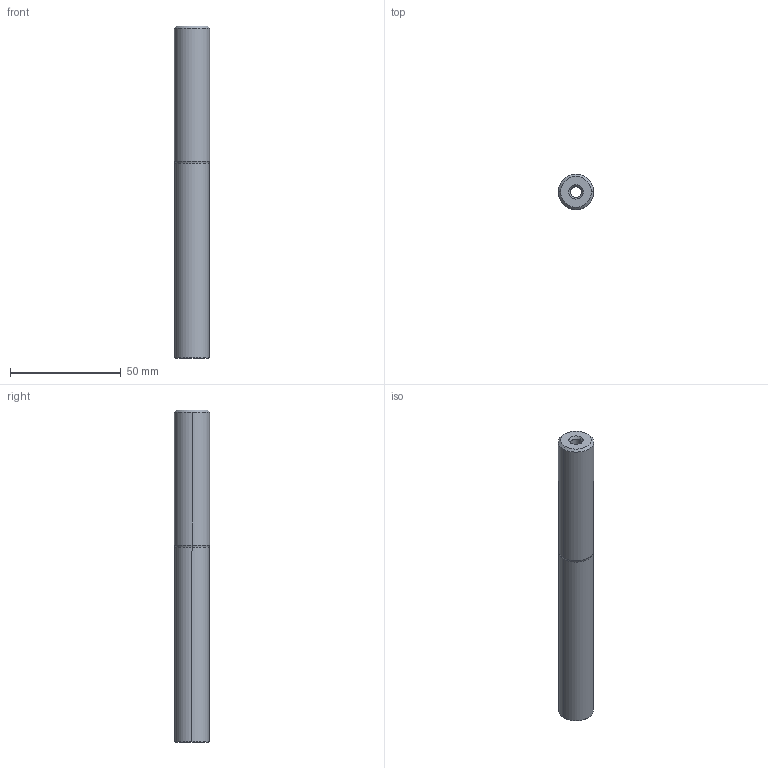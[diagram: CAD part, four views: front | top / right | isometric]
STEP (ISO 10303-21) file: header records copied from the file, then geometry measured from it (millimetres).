
FILE_DESCRIPTION((''),'2;1');
FILE_NAME('IMX16-U16N088L150C','2022-09-22T11:03:42',('tlyac09'),('PTC Japan'),'CREO PARAMETRIC BY PTC INC, 2018500','CREO PARAMETRIC BY PTC INC, 2018500','');
FILE_SCHEMA(('AUTOMOTIVE_DESIGN { 1 0 10303 214 1 1 1 1 }'));
Length unit declared in the file: millimetre
Products named in the file (1): IMX16-U16N088L150C
Bounding box: 16 x 16 x 150 mm (x, y, z)
Volume: 25193.6 mm3; surface area: 10287.4 mm2
Topology: 1 solids, 1 shells, 24 faces, 60 edges, 40 vertices
Faces by surface type: cone 12, cylinder 8, plane 4
Entity records: 1026 total; most frequent: DIRECTION 156, CARTESIAN_POINT 130, ORIENTED_EDGE 120, AXIS2_PLACEMENT_3D 68, PRESENTATION_STYLE_ASSIGNMENT 64, STYLED_ITEM 64, CURVE_STYLE 63, EDGE_CURVE 60
